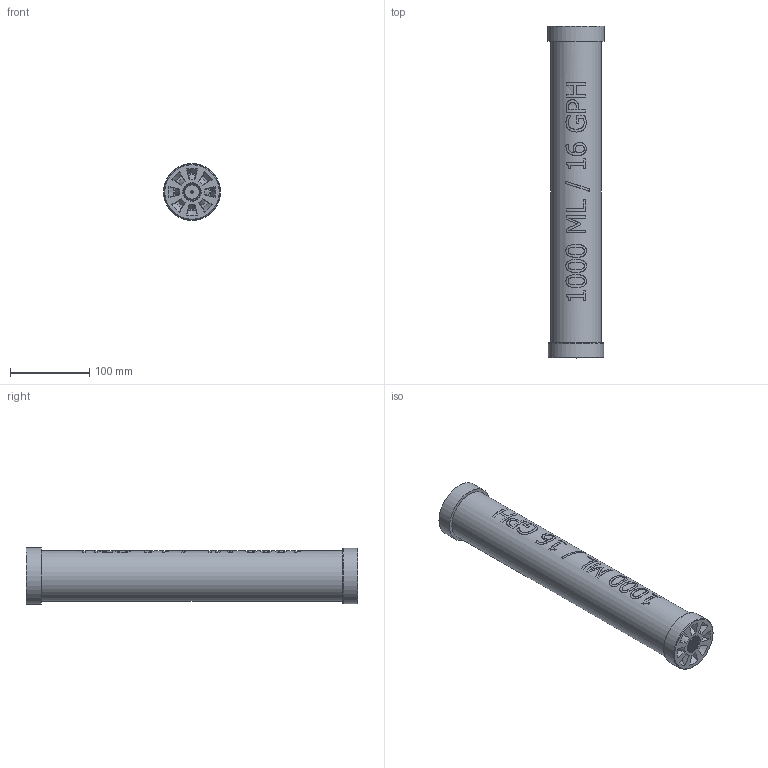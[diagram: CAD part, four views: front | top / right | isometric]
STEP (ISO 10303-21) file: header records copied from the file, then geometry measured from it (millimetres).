
FILE_DESCRIPTION((''),'2;1');
FILE_NAME('PV#3-1000_R0.stp','2016-03-18T13:57:21',('Engineering'),(''),'Autodesk Inventor 2009','Autodesk Inventor 2009','');
FILE_SCHEMA(('AUTOMOTIVE_DESIGN { 1 0 10303 214 1 1 1 1 }'));
Length unit declared in the file: inch
Products named in the file (4): PV#3-1000_R0; PV1000-ENCAP; PV-1000-TUBE_R0; PV1000-DSCAP
Assembly tree (3 placements, depth 2):
  PV#3-1000_R0
    PV1000-ENCAP
    PV-1000-TUBE_R0
    PV1000-DSCAP
Bounding box: 71.93 x 419.1 x 71.93 mm (x, y, z)
Volume: 246437.1 mm3; surface area: 191267.8 mm2
Topology: 3 solids, 3 shells, 323 faces, 837 edges, 548 vertices
Faces by surface type: plane 116, bspline 112, cone 57, cylinder 38
Full cylindrical faces by diameter (mm): 18.258 x8, 60.452 x1, 63.5 x1, 70.182 x1, 71.933 x1
Entity records: 47581 total; most frequent: CARTESIAN_POINT 40554, ORIENTED_EDGE 1642, DIRECTION 1026, EDGE_CURVE 821, VERTEX_POINT 546, VECTOR 394, LINE 394, EDGE_LOOP 371
